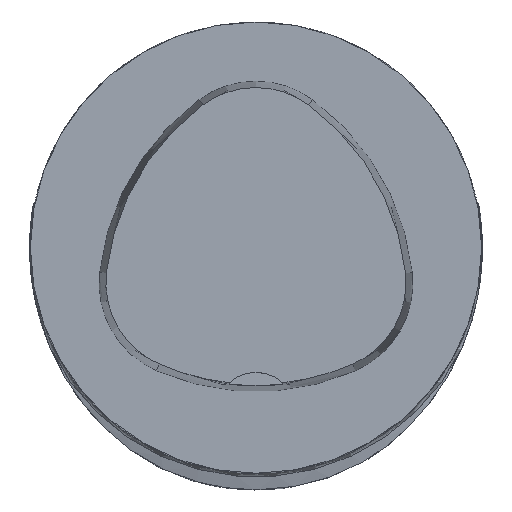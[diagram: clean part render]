
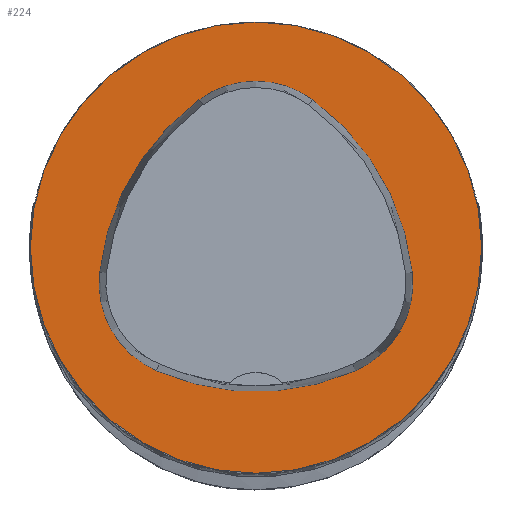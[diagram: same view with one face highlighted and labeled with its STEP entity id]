
A CAD part, top view. The second image highlights one B-rep face of the part: STEP entity #224.
In plain terms, the highlighted planar face has unit normal (0, 0, 1).
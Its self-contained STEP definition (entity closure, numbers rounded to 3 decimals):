
#224=ADVANCED_FACE('',(#438,#439),#268,.T.);
#268=PLANE('',#1260);
#438=FACE_BOUND('',#485,.T.);
#439=FACE_BOUND('',#486,.T.);
#485=EDGE_LOOP('',(#704,#705,#706,#707,#708,#709));
#486=EDGE_LOOP('',(#710));
#704=ORIENTED_EDGE('',*,*,#1033,.T.);
#705=ORIENTED_EDGE('',*,*,#1013,.T.);
#706=ORIENTED_EDGE('',*,*,#1017,.T.);
#707=ORIENTED_EDGE('',*,*,#1020,.T.);
#708=ORIENTED_EDGE('',*,*,#1023,.T.);
#709=ORIENTED_EDGE('',*,*,#1031,.T.);
#710=ORIENTED_EDGE('',*,*,#999,.F.);
#877=VERTEX_POINT('',#1984);
#890=VERTEX_POINT('',#2042);
#891=VERTEX_POINT('',#2043);
#894=VERTEX_POINT('',#2051);
#896=VERTEX_POINT('',#2057);
#898=VERTEX_POINT('',#2063);
#905=VERTEX_POINT('',#2084);
#999=EDGE_CURVE('',#877,#877,#1073,.T.);
#1013=EDGE_CURVE('',#890,#891,#1074,.T.);
#1017=EDGE_CURVE('',#891,#894,#1076,.T.);
#1020=EDGE_CURVE('',#894,#896,#1078,.T.);
#1023=EDGE_CURVE('',#896,#898,#1080,.T.);
#1031=EDGE_CURVE('',#898,#905,#1084,.T.);
#1033=EDGE_CURVE('',#905,#890,#1086,.T.);
#1073=CIRCLE('',#1231,40.);
#1074=CIRCLE('',#1238,44.);
#1076=CIRCLE('',#1241,17.);
#1078=CIRCLE('',#1244,44.);
#1080=CIRCLE('',#1247,17.);
#1084=CIRCLE('',#1252,44.);
#1086=CIRCLE('',#1255,17.);
#1231=AXIS2_PLACEMENT_3D('',#1983,#1462,#1463);
#1238=AXIS2_PLACEMENT_3D('',#2041,#1482,#1483);
#1241=AXIS2_PLACEMENT_3D('',#2050,#1490,#1491);
#1244=AXIS2_PLACEMENT_3D('',#2056,#1497,#1498);
#1247=AXIS2_PLACEMENT_3D('',#2062,#1504,#1505);
#1252=AXIS2_PLACEMENT_3D('',#2085,#1516,#1517);
#1255=AXIS2_PLACEMENT_3D('',#2088,#1522,#1523);
#1260=AXIS2_PLACEMENT_3D('',#2093,#1532,#1533);
#1462=DIRECTION('',(0.,0.,-1.));
#1463=DIRECTION('',(-1.,0.,0.));
#1482=DIRECTION('',(0.,0.,-1.));
#1483=DIRECTION('',(-1.,0.,0.));
#1490=DIRECTION('',(0.,0.,-1.));
#1491=DIRECTION('',(-1.,0.,0.));
#1497=DIRECTION('',(0.,0.,-1.));
#1498=DIRECTION('',(-1.,0.,0.));
#1504=DIRECTION('',(0.,0.,-1.));
#1505=DIRECTION('',(-1.,0.,0.));
#1516=DIRECTION('',(0.,0.,-1.));
#1517=DIRECTION('',(-1.,0.,0.));
#1522=DIRECTION('',(0.,0.,-1.));
#1523=DIRECTION('',(-1.,0.,0.));
#1532=DIRECTION('',(0.,0.,1.));
#1533=DIRECTION('',(1.,0.,0.));
#1983=CARTESIAN_POINT('',(0.,0.,0.));
#1984=CARTESIAN_POINT('',(-40.,0.,0.));
#2041=CARTESIAN_POINT('',(16.01,-9.224,0.));
#2042=CARTESIAN_POINT('',(-27.722,-4.378,0.));
#2043=CARTESIAN_POINT('',(-10.119,26.178,0.));
#2050=CARTESIAN_POINT('',(-0.023,12.5,0.));
#2051=CARTESIAN_POINT('',(10.049,26.194,0.));
#2056=CARTESIAN_POINT('',(-16.021,-9.25,0.));
#2057=CARTESIAN_POINT('',(27.71,-4.394,0.));
#2062=CARTESIAN_POINT('',(10.814,-6.27,0.));
#2063=CARTESIAN_POINT('',(17.611,-21.852,0.));
#2084=CARTESIAN_POINT('',(-17.652,-21.819,0.));
#2085=CARTESIAN_POINT('',(0.017,18.477,0.));
#2088=CARTESIAN_POINT('',(-10.825,-6.25,0.));
#2093=CARTESIAN_POINT('',(0.,0.,0.));
